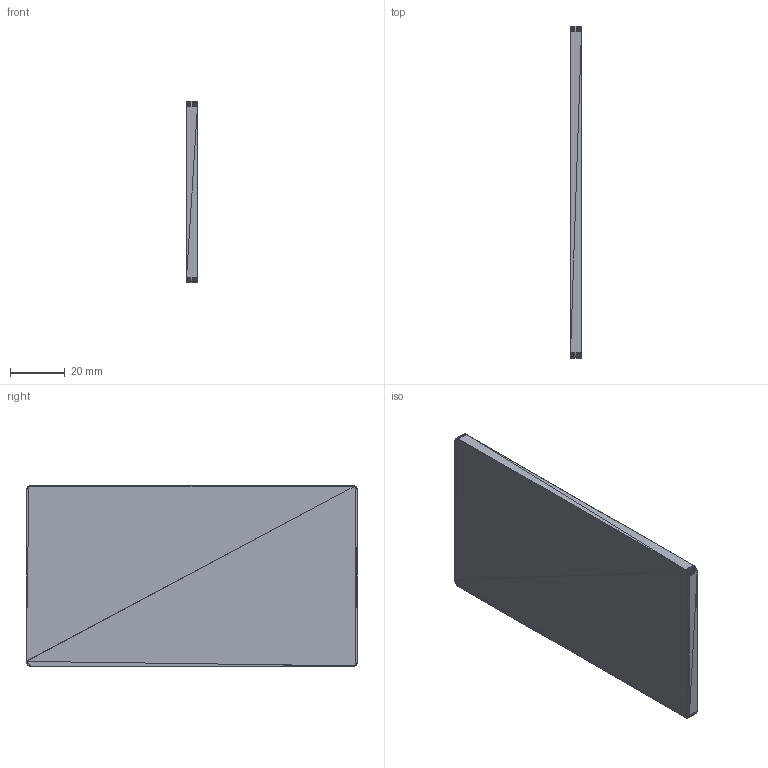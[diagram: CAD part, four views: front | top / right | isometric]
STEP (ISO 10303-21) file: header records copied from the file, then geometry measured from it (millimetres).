
FILE_DESCRIPTION(('FreeCAD Model'),'2;1');
FILE_NAME('Open CASCADE Shape Model','2025-12-27T17:57:21',(''),(''), 'Open CASCADE STEP processor 7.6','FreeCAD','Unknown');
FILE_SCHEMA(('AUTOMOTIVE_DESIGN { 1 0 10303 214 1 1 1 1 }'));
Length unit declared in the file: millimetre
Products named in the file (1): back001 (Solid)
Bounding box: 4 x 121.1 x 66.1 mm (x, y, z)
Volume: 32005.1 mm3; surface area: 17486.4 mm2
Topology: 1 solids, 1 shells, 412 faces, 618 edges, 208 vertices
Faces by surface type: plane 412
Entity records: 8068 total; most frequent: DIRECTION 1444, CARTESIAN_POINT 1239, ORIENTED_EDGE 1236, EDGE_CURVE 618, LINE 618, VECTOR 618, AXIS2_PLACEMENT_3D 413, ADVANCED_FACE 412
